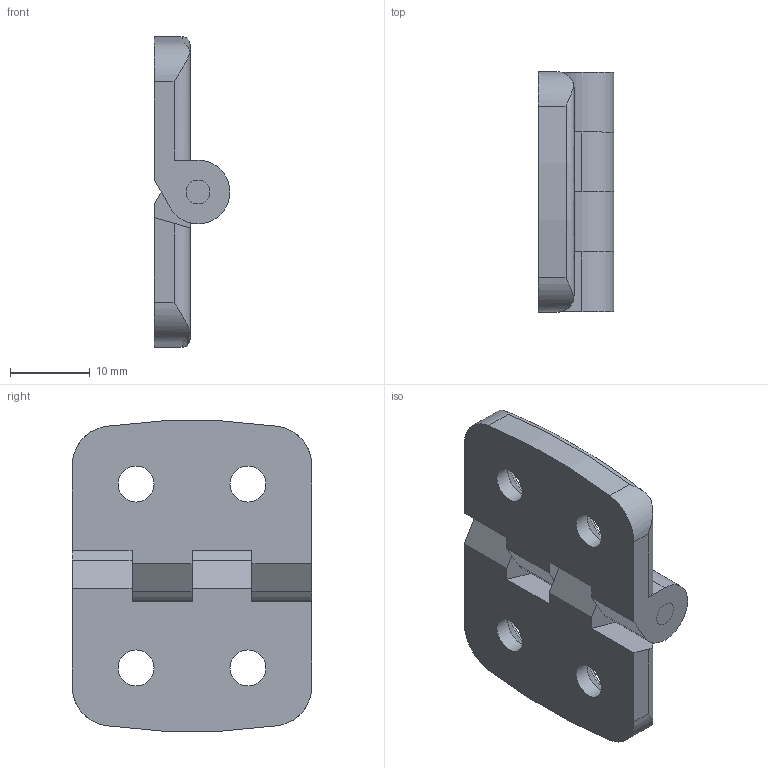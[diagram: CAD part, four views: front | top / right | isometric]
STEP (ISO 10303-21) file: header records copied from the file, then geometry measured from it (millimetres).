
FILE_DESCRIPTION(/* description */ (''),/* implementation_level */ '2;1');
FILE_NAME(/* name */ '140380',/* time_stamp */ '2014-10-06T11:05:17+02:00',/* author */ (''),/* organization */ (''),/* preprocessor_version */ 'ST-DEVELOPER v14',/* originating_system */ 'HiCAD 2013 1802.4 Build 509',/* authorisation */ '');
FILE_SCHEMA (('AUTOMOTIVE_DESIGN { 1 0 10303 214 1 1 1 1 }'));
Length unit declared in the file: millimetre
Products named in the file (5): Root; 140380Scharnier met RVS pen 20x20BOIKON
Assembly tree (4 placements, depth 3):
  Root
    140380Scharnier met RVS pen 20x20BOIKON
      (unnamed)
      (unnamed)
      (unnamed)
Bounding box: 9.5 x 30 x 38.83 mm (x, y, z)
Volume: 5204.4 mm3; surface area: 4176.7 mm2
Topology: 3 solids, 3 shells, 63 faces, 169 edges, 121 vertices
Faces by surface type: plane 30, cylinder 27, cone 4, torus 2
Full cylindrical faces by diameter (mm): 3 x5, 4.5 x4, 9 x4
Entity records: 4149 total; most frequent: CARTESIAN_POINT 1074, DIRECTION 326, PRESENTATION_STYLE_ASSIGNMENT 295, COLOUR_RGB 294, DRAUGHTING_PRE_DEFINED_CURVE_FONT 292, CURVE_STYLE 292, OVER_RIDING_STYLED_ITEM 292, ORIENTED_EDGE 292
